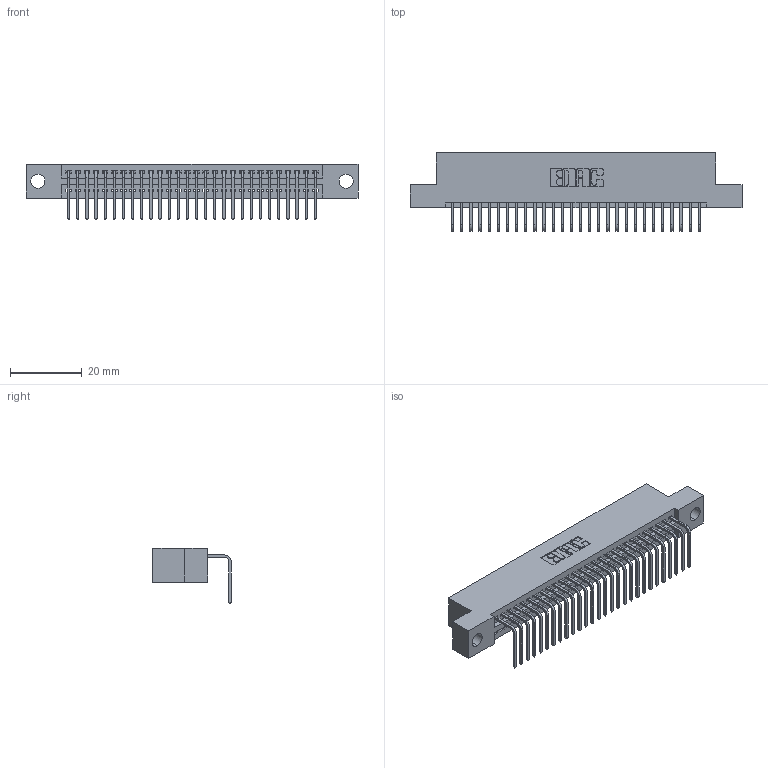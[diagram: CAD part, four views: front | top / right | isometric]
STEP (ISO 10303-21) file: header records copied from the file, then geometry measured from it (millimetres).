
FILE_DESCRIPTION (( 'STEP AP203' ), '1' );
FILE_NAME ('345-028-558-104.STEP', '2018-08-22T23:20:05', ( '' ), ( '' ), 'SwSTEP 2.0', 'SolidWorks 2016', '' );
FILE_SCHEMA (( 'CONFIG_CONTROL_DESIGN' ));
Length unit declared in the file: inch
Products named in the file (3): 345 Part_Flush Mounting Lugs - 0.156 Dia-TH; 345-292-001_558 Tail - 2; 345-028-558-104
Assembly tree (29 placements, depth 2):
  345-028-558-104
    345 Part_Flush Mounting Lugs - 0.156 Dia-TH
    345-292-001_558 Tail - 2  x28
Bounding box: 92.33 x 21.83 x 15.37 mm (x, y, z)
Volume: 8660.3 mm3; surface area: 11675.4 mm2
Topology: 29 solids, 29 shells, 1806 faces, 5437 edges, 3586 vertices
Faces by surface type: plane 1256, cylinder 550
Entity records: 23045 total; most frequent: CARTESIAN_POINT 4000, ORIENTED_EDGE 3962, DIRECTION 3513, EDGE_CURVE 1981, LINE 1737, VECTOR 1737, VERTEX_POINT 1318, AXIS2_PLACEMENT_3D 888
